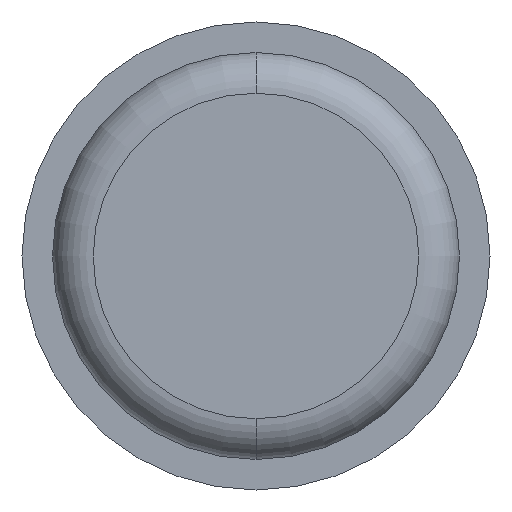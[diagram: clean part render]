
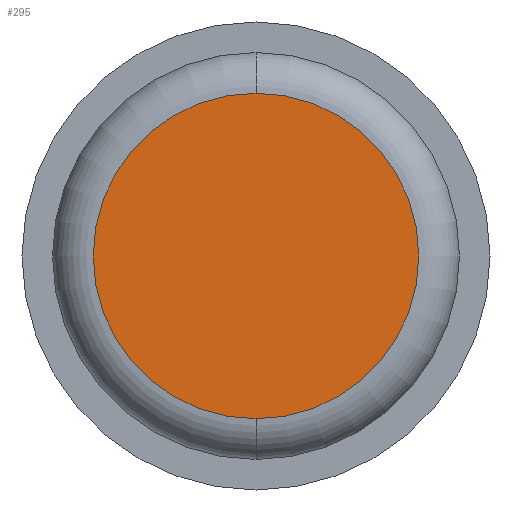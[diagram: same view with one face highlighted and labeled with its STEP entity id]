
A CAD part, front view. The second image highlights one B-rep face of the part: STEP entity #295.
In plain terms, the highlighted planar face has unit normal (0, -1, 0).
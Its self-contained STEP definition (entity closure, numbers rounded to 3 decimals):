
#195 = EDGE_CURVE ( 'Defeature ausgef�hrt1_6+Defeature ausgef�hrt1_5+Defeature ausgef�hrt1_5+Defeature ausgef�hrt1_5', #3192, #3814, #442, .T. ) ;
#295 = ADVANCED_FACE ( 'Defeature ausgef�hrt1_6', ( #1185 ), #4289, .T. ) ;
#442 = CIRCLE ( 'NONE', #477, 0.8 ) ;
#477 = AXIS2_PLACEMENT_3D ( 'NONE', #4208, #606, #2280 ) ;
#606 = DIRECTION ( 'NONE',  ( 0., -1., 0. ) ) ;
#1185 = FACE_OUTER_BOUND ( 'NONE', #1409, .T. ) ;
#1261 = CARTESIAN_POINT ( 'NONE',  ( 0., 0., 0. ) ) ;
#1279 = CARTESIAN_POINT ( 'NONE',  ( 0., 0., -0.8 ) ) ;
#1409 = EDGE_LOOP ( 'NONE', ( #1524, #2534 ) ) ;
#1476 = DIRECTION ( 'NONE',  ( 0., 0., -1. ) ) ;
#1485 = CARTESIAN_POINT ( 'NONE',  ( 0., 0., 0.8 ) ) ;
#1524 = ORIENTED_EDGE ( 'NONE', *, *, #2013, .T. ) ;
#1776 = AXIS2_PLACEMENT_3D ( 'NONE', #1261, #3915, #2633 ) ;
#1821 = CARTESIAN_POINT ( 'NONE',  ( 0., 0., 0. ) ) ;
#1841 = DIRECTION ( 'NONE',  ( 0., -1., 0. ) ) ;
#2013 = EDGE_CURVE ( 'Defeature ausgef�hrt1_6+Defeature ausgef�hrt1_5+Defeature ausgef�hrt1_5+Defeature ausgef�hrt1_5', #3814, #3192, #3711, .T. ) ;
#2280 = DIRECTION ( 'NONE',  ( 0., 0., -1. ) ) ;
#2534 = ORIENTED_EDGE ( 'NONE', *, *, #195, .T. ) ;
#2633 = DIRECTION ( 'NONE',  ( 0., 0., -1. ) ) ;
#3192 = VERTEX_POINT ( 'NONE', #1485 ) ;
#3602 = AXIS2_PLACEMENT_3D ( 'NONE', #1821, #1841, #1476 ) ;
#3711 = CIRCLE ( 'NONE', #3602, 0.8 ) ;
#3814 = VERTEX_POINT ( 'NONE', #1279 ) ;
#3915 = DIRECTION ( 'NONE',  ( 0., -1., 0. ) ) ;
#4208 = CARTESIAN_POINT ( 'NONE',  ( 0., 0., 0. ) ) ;
#4289 = PLANE ( 'NONE',  #1776 ) ;
